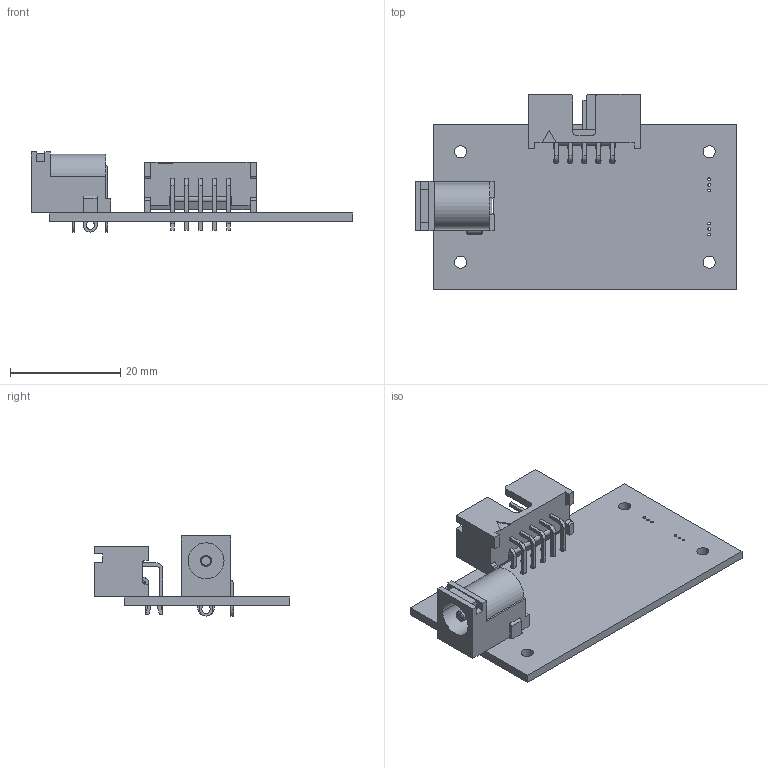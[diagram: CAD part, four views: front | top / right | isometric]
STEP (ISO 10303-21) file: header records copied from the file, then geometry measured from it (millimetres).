
FILE_DESCRIPTION(('KiCad electronic assembly'),'2;1');
FILE_NAME('WiringHarness.step','2023-10-10T08:46:42',('Pcbnew'),('Kicad' ),'Open CASCADE STEP processor 7.6','KiCad to STEP converter', 'Unknown');
FILE_SCHEMA(('AUTOMOTIVE_DESIGN { 1 0 10303 214 1 1 1 1 }'));
Length unit declared in the file: millimetre
Products named in the file (6): WiringHarness 1; CUI_DEVICES_PJ-002A; SOLID; c-5104340-01-b-3d; WiringHarness PCB
Assembly tree (5 placements, depth 3):
  WiringHarness 1
    CUI_DEVICES_PJ-002A
      SOLID
    c-5104340-01-b-3d
      SOLID
    WiringHarness PCB
Bounding box: 58.24 x 35.41 x 14.5 mm (x, y, z)
Volume: 4370.7 mm3; surface area: 6152.5 mm2
Topology: 3 solids, 3 shells, 364 faces, 1008 edges, 668 vertices
Faces by surface type: plane 293, cylinder 69, cone 2
Full cylindrical faces by diameter (mm): 0.5 x6, 1 x10, 2.2 x4
Entity records: 25461 total; most frequent: CARTESIAN_POINT 4614, DIRECTION 3822, LINE 2726, VECTOR 2726, ORIENTED_EDGE 2016, PCURVE 2016, DEFINITIONAL_REPRESENTATION 2016, EDGE_CURVE 1008
